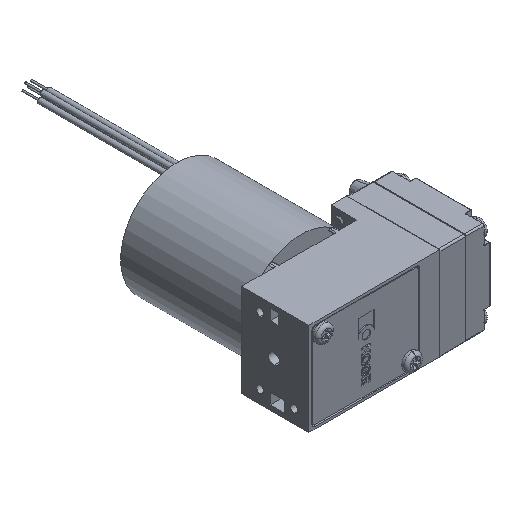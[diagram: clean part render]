
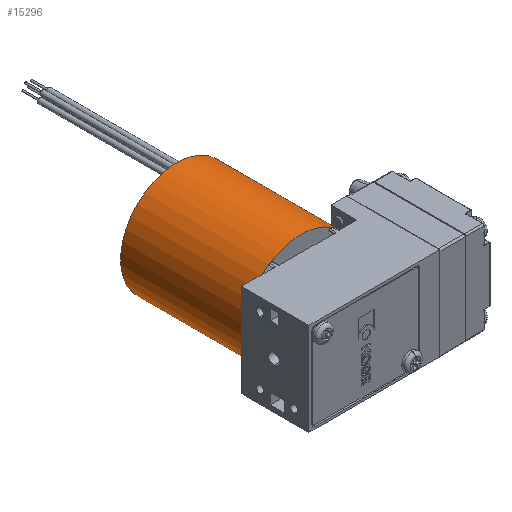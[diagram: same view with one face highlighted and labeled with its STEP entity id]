
A CAD part, isometric view. The second image highlights one B-rep face of the part: STEP entity #15296.
In plain terms, the highlighted cylindrical face has radius 18 mm (diameter 36 mm), a partial arc.
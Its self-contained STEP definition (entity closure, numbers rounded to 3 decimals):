
#39 = EDGE_CURVE ( 'NONE', #6620, #15570, #1768, .T. ) ;
#86 = DIRECTION ( 'NONE',  ( 0., -1., 0. ) ) ;
#285 = CIRCLE ( 'NONE', #5192, 18. ) ;
#450 = DIRECTION ( 'NONE',  ( 0., -1., 0. ) ) ;
#480 = ORIENTED_EDGE ( 'NONE', *, *, #8547, .T. ) ;
#1039 = AXIS2_PLACEMENT_3D ( 'NONE', #10068, #86, #7230 ) ;
#1768 = LINE ( 'NONE', #11277, #16964 ) ;
#2358 = DIRECTION ( 'NONE',  ( 0., -1., 0. ) ) ;
#2674 = LINE ( 'NONE', #6361, #17391 ) ;
#4271 = ORIENTED_EDGE ( 'NONE', *, *, #11665, .F. ) ;
#5192 = AXIS2_PLACEMENT_3D ( 'NONE', #16330, #7760, #17751 ) ;
#5947 = EDGE_CURVE ( 'NONE', #13007, #13580, #2674, .T. ) ;
#6361 = CARTESIAN_POINT ( 'NONE',  ( -28.628, -11.727, -12.728 ) ) ;
#6620 = VERTEX_POINT ( 'NONE', #11061 ) ;
#7230 = DIRECTION ( 'NONE',  ( -0.707, 0., -0.707 ) ) ;
#7325 = CYLINDRICAL_SURFACE ( 'NONE', #1039, 18. ) ;
#7760 = DIRECTION ( 'NONE',  ( 0., -1., 0. ) ) ;
#7779 = FACE_OUTER_BOUND ( 'NONE', #13603, .T. ) ;
#8547 = EDGE_CURVE ( 'NONE', #6620, #13007, #16350, .T. ) ;
#9002 = CARTESIAN_POINT ( 'NONE',  ( -15.9, 56.9, 0. ) ) ;
#9239 = DIRECTION ( 'NONE',  ( 0., -1., 0. ) ) ;
#9591 = CARTESIAN_POINT ( 'NONE',  ( -28.628, 56.9, -12.728 ) ) ;
#9759 = CARTESIAN_POINT ( 'NONE',  ( -3.172, 16.9, 12.728 ) ) ;
#10068 = CARTESIAN_POINT ( 'NONE',  ( -15.9, -11.727, 0. ) ) ;
#10425 = DIRECTION ( 'NONE',  ( -0.707, 0., -0.707 ) ) ;
#11061 = CARTESIAN_POINT ( 'NONE',  ( -3.172, 56.9, 12.728 ) ) ;
#11277 = CARTESIAN_POINT ( 'NONE',  ( -3.172, -11.727, 12.728 ) ) ;
#11665 = EDGE_CURVE ( 'NONE', #15570, #13580, #285, .T. ) ;
#13007 = VERTEX_POINT ( 'NONE', #9591 ) ;
#13516 = AXIS2_PLACEMENT_3D ( 'NONE', #9002, #450, #10425 ) ;
#13580 = VERTEX_POINT ( 'NONE', #15488 ) ;
#13603 = EDGE_LOOP ( 'NONE', ( #18363, #480, #15081, #4271 ) ) ;
#15081 = ORIENTED_EDGE ( 'NONE', *, *, #5947, .T. ) ;
#15296 = ADVANCED_FACE ( 'NONE', ( #7779 ), #7325, .T. ) ;
#15488 = CARTESIAN_POINT ( 'NONE',  ( -28.628, 16.9, -12.728 ) ) ;
#15570 = VERTEX_POINT ( 'NONE', #9759 ) ;
#16330 = CARTESIAN_POINT ( 'NONE',  ( -15.9, 16.9, 0. ) ) ;
#16350 = CIRCLE ( 'NONE', #13516, 18. ) ;
#16964 = VECTOR ( 'NONE', #2358, 1000. ) ;
#17391 = VECTOR ( 'NONE', #9239, 1000. ) ;
#17751 = DIRECTION ( 'NONE',  ( -0.707, 0., -0.707 ) ) ;
#18363 = ORIENTED_EDGE ( 'NONE', *, *, #39, .F. ) ;
